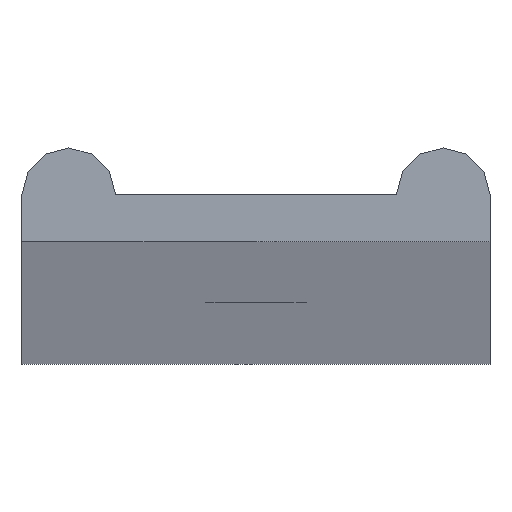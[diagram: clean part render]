
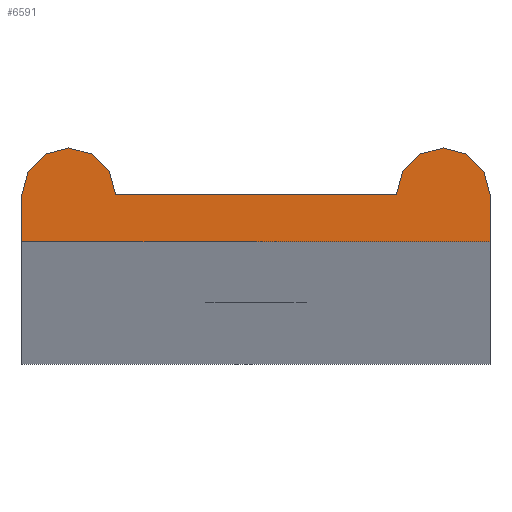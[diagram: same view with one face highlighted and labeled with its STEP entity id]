
A CAD part, top view. The second image highlights one B-rep face of the part: STEP entity #6591.
In plain terms, the highlighted planar face has unit normal (0, 0, 1).
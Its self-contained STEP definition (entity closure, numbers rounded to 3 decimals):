
#183 = DIRECTION ( 'NONE',  ( 0., 1., 0. ) ) ;
#511 = ORIENTED_EDGE ( 'NONE', *, *, #10090, .T. ) ;
#805 = EDGE_CURVE ( 'NONE', #6366, #5948, #3852, .T. ) ;
#863 = CARTESIAN_POINT ( 'NONE',  ( 16., 4., 3000. ) ) ;
#931 = DIRECTION ( 'NONE',  ( 0., -1., 0. ) ) ;
#1068 = VECTOR ( 'NONE', #9482, 1000. ) ;
#1807 = CIRCLE ( 'NONE', #8048, 4. ) ;
#1832 = ORIENTED_EDGE ( 'NONE', *, *, #12373, .T. ) ;
#2628 = AXIS2_PLACEMENT_3D ( 'NONE', #5012, #6196, #4025 ) ;
#2902 = ORIENTED_EDGE ( 'NONE', *, *, #5922, .T. ) ;
#2981 = CIRCLE ( 'NONE', #2628, 4. ) ;
#3071 = ORIENTED_EDGE ( 'NONE', *, *, #6910, .T. ) ;
#3289 = VECTOR ( 'NONE', #931, 1000. ) ;
#3323 = ORIENTED_EDGE ( 'NONE', *, *, #8885, .T. ) ;
#3812 = LINE ( 'NONE', #11905, #5478 ) ;
#3852 = LINE ( 'NONE', #6063, #8664 ) ;
#4025 = DIRECTION ( 'NONE',  ( -1., 0., 0. ) ) ;
#4306 = DIRECTION ( 'NONE',  ( -1., 0., 0. ) ) ;
#4498 = FACE_OUTER_BOUND ( 'NONE', #4735, .T. ) ;
#4625 = PLANE ( 'NONE',  #8538 ) ;
#4735 = EDGE_LOOP ( 'NONE', ( #3071, #2902, #3323, #11199, #511, #1832 ) ) ;
#5012 = CARTESIAN_POINT ( 'NONE',  ( -16., 4., 3000. ) ) ;
#5478 = VECTOR ( 'NONE', #4306, 1000. ) ;
#5540 = VERTEX_POINT ( 'NONE', #8260 ) ;
#5656 = CARTESIAN_POINT ( 'NONE',  ( -16., 4., 3000. ) ) ;
#5809 = CARTESIAN_POINT ( 'NONE',  ( -20., 0., 3000. ) ) ;
#5922 = EDGE_CURVE ( 'NONE', #5540, #12147, #9905, .T. ) ;
#5932 = CARTESIAN_POINT ( 'NONE',  ( 12., 4., 3000. ) ) ;
#5948 = VERTEX_POINT ( 'NONE', #6767 ) ;
#6063 = CARTESIAN_POINT ( 'NONE',  ( 20., 4., 3000. ) ) ;
#6196 = DIRECTION ( 'NONE',  ( 0., 0., 1. ) ) ;
#6366 = VERTEX_POINT ( 'NONE', #9112 ) ;
#6591 = ADVANCED_FACE ( 'NONE', ( #4498 ), #4625, .F. ) ;
#6767 = CARTESIAN_POINT ( 'NONE',  ( 20., 4., 3000. ) ) ;
#6910 = EDGE_CURVE ( 'NONE', #10416, #5540, #2981, .T. ) ;
#6996 = CARTESIAN_POINT ( 'NONE',  ( -20., 0., 3000. ) ) ;
#7674 = CARTESIAN_POINT ( 'NONE',  ( -12., 4., 3000. ) ) ;
#7760 = DIRECTION ( 'NONE',  ( 1., 0., 0. ) ) ;
#8048 = AXIS2_PLACEMENT_3D ( 'NONE', #863, #10524, #7760 ) ;
#8260 = CARTESIAN_POINT ( 'NONE',  ( -20., 4., 3000. ) ) ;
#8538 = AXIS2_PLACEMENT_3D ( 'NONE', #5656, #9551, #10500 ) ;
#8558 = CARTESIAN_POINT ( 'NONE',  ( -20., 4., 3000. ) ) ;
#8664 = VECTOR ( 'NONE', #183, 1000. ) ;
#8885 = EDGE_CURVE ( 'NONE', #12147, #6366, #10858, .T. ) ;
#9112 = CARTESIAN_POINT ( 'NONE',  ( 20., 0., 3000. ) ) ;
#9482 = DIRECTION ( 'NONE',  ( 1., 0., 0. ) ) ;
#9551 = DIRECTION ( 'NONE',  ( 0., 0., -1. ) ) ;
#9905 = LINE ( 'NONE', #8558, #3289 ) ;
#10090 = EDGE_CURVE ( 'NONE', #5948, #10549, #1807, .T. ) ;
#10416 = VERTEX_POINT ( 'NONE', #7674 ) ;
#10500 = DIRECTION ( 'NONE',  ( -1., 0., 0. ) ) ;
#10524 = DIRECTION ( 'NONE',  ( 0., 0., 1. ) ) ;
#10549 = VERTEX_POINT ( 'NONE', #5932 ) ;
#10858 = LINE ( 'NONE', #5809, #1068 ) ;
#11199 = ORIENTED_EDGE ( 'NONE', *, *, #805, .T. ) ;
#11905 = CARTESIAN_POINT ( 'NONE',  ( 12., 4., 3000. ) ) ;
#12147 = VERTEX_POINT ( 'NONE', #6996 ) ;
#12373 = EDGE_CURVE ( 'NONE', #10549, #10416, #3812, .T. ) ;
